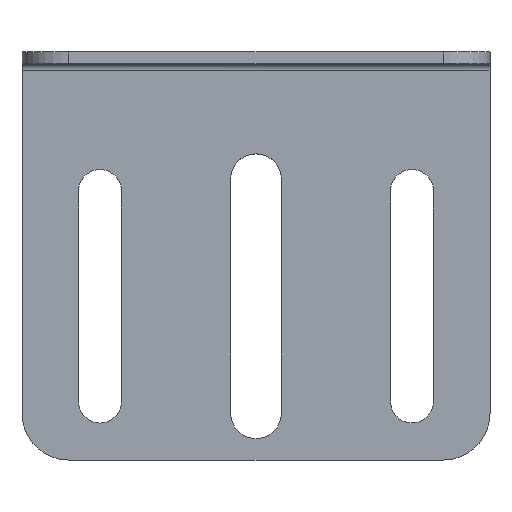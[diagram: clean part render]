
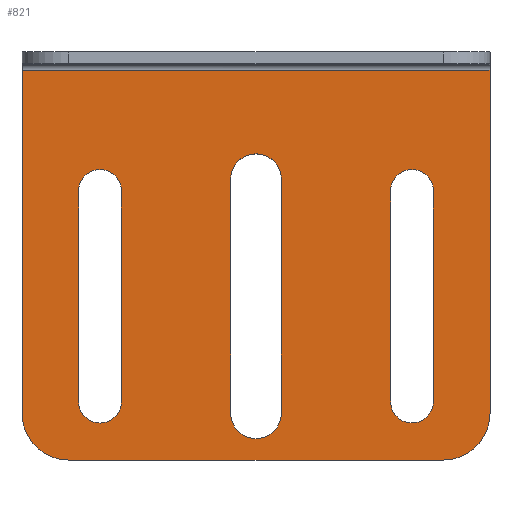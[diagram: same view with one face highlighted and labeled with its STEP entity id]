
A CAD part, top view. The second image highlights one B-rep face of the part: STEP entity #821.
In plain terms, the highlighted planar face has unit normal (0, 0, 1).
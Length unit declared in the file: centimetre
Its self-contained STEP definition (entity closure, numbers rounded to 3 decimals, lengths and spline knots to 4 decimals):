
#43=PLANE('',#877);
#61=VECTOR('',#942,1.);
#65=VECTOR('',#953,1.);
#69=VECTOR('',#964,1.);
#73=VECTOR('',#975,1.);
#77=VECTOR('',#986,1.);
#81=VECTOR('',#997,1.);
#86=VECTOR('',#1010,1.);
#87=VECTOR('',#1013,1.);
#88=VECTOR('',#1014,1.);
#89=VECTOR('',#1015,1.);
#141=LINE('',#1166,#61);
#145=LINE('',#1177,#65);
#149=LINE('',#1190,#69);
#153=LINE('',#1201,#73);
#157=LINE('',#1214,#77);
#161=LINE('',#1225,#81);
#166=LINE('',#1243,#86);
#167=LINE('',#1247,#87);
#168=LINE('',#1249,#88);
#169=LINE('',#1251,#89);
#220=VERTEX_POINT('',#1159);
#221=VERTEX_POINT('',#1161);
#223=VERTEX_POINT('',#1167);
#225=VERTEX_POINT('',#1173);
#228=VERTEX_POINT('',#1183);
#229=VERTEX_POINT('',#1185);
#231=VERTEX_POINT('',#1191);
#233=VERTEX_POINT('',#1197);
#236=VERTEX_POINT('',#1207);
#237=VERTEX_POINT('',#1209);
#239=VERTEX_POINT('',#1215);
#241=VERTEX_POINT('',#1221);
#248=VERTEX_POINT('',#1241);
#249=VERTEX_POINT('',#1242);
#250=VERTEX_POINT('',#1244);
#251=VERTEX_POINT('',#1246);
#252=VERTEX_POINT('',#1248);
#253=VERTEX_POINT('',#1250);
#299=CIRCLE('',#852,0.325);
#301=CIRCLE('',#856,0.325);
#303=CIRCLE('',#860,0.275);
#305=CIRCLE('',#864,0.275);
#307=CIRCLE('',#868,0.2752);
#309=CIRCLE('',#872,0.275);
#312=CIRCLE('',#878,0.6);
#313=CIRCLE('',#879,0.6);
#338=EDGE_CURVE('',#221,#220,#299,.T.);
#341=EDGE_CURVE('',#223,#221,#141,.T.);
#344=EDGE_CURVE('',#225,#223,#301,.T.);
#347=EDGE_CURVE('',#220,#225,#145,.T.);
#350=EDGE_CURVE('',#229,#228,#303,.T.);
#353=EDGE_CURVE('',#231,#229,#149,.T.);
#356=EDGE_CURVE('',#233,#231,#305,.T.);
#359=EDGE_CURVE('',#228,#233,#153,.T.);
#362=EDGE_CURVE('',#237,#236,#307,.T.);
#365=EDGE_CURVE('',#239,#237,#157,.T.);
#368=EDGE_CURVE('',#241,#239,#309,.T.);
#371=EDGE_CURVE('',#236,#241,#161,.T.);
#378=EDGE_CURVE('',#248,#249,#312,.T.);
#379=EDGE_CURVE('',#250,#248,#166,.T.);
#380=EDGE_CURVE('',#251,#250,#313,.T.);
#381=EDGE_CURVE('',#252,#251,#167,.T.);
#382=EDGE_CURVE('',#253,#252,#168,.T.);
#383=EDGE_CURVE('',#249,#253,#169,.T.);
#522=ORIENTED_EDGE('',*,*,#338,.T.);
#523=ORIENTED_EDGE('',*,*,#347,.T.);
#524=ORIENTED_EDGE('',*,*,#344,.T.);
#525=ORIENTED_EDGE('',*,*,#341,.T.);
#526=ORIENTED_EDGE('',*,*,#350,.T.);
#527=ORIENTED_EDGE('',*,*,#359,.T.);
#528=ORIENTED_EDGE('',*,*,#356,.T.);
#529=ORIENTED_EDGE('',*,*,#353,.T.);
#530=ORIENTED_EDGE('',*,*,#362,.T.);
#531=ORIENTED_EDGE('',*,*,#371,.T.);
#532=ORIENTED_EDGE('',*,*,#368,.T.);
#533=ORIENTED_EDGE('',*,*,#365,.T.);
#534=ORIENTED_EDGE('',*,*,#378,.F.);
#535=ORIENTED_EDGE('',*,*,#379,.F.);
#536=ORIENTED_EDGE('',*,*,#380,.F.);
#537=ORIENTED_EDGE('',*,*,#381,.F.);
#538=ORIENTED_EDGE('',*,*,#382,.F.);
#539=ORIENTED_EDGE('',*,*,#383,.F.);
#712=EDGE_LOOP('',(#522,#523,#524,#525));
#713=EDGE_LOOP('',(#526,#527,#528,#529));
#714=EDGE_LOOP('',(#530,#531,#532,#533));
#715=EDGE_LOOP('',(#534,#535,#536,#537,#538,#539));
#768=FACE_BOUND('',#712,.T.);
#769=FACE_BOUND('',#713,.T.);
#770=FACE_BOUND('',#714,.T.);
#771=FACE_BOUND('',#715,.T.);
#821=ADVANCED_FACE('',(#768,#769,#770,#771),#43,.T.);
#852=AXIS2_PLACEMENT_3D('',#1160,#937,#938);
#856=AXIS2_PLACEMENT_3D('',#1172,#948,#949);
#860=AXIS2_PLACEMENT_3D('',#1184,#959,#960);
#864=AXIS2_PLACEMENT_3D('',#1196,#970,#971);
#868=AXIS2_PLACEMENT_3D('',#1208,#981,#982);
#872=AXIS2_PLACEMENT_3D('',#1220,#992,#993);
#877=AXIS2_PLACEMENT_3D('',#1239,#1007,$);
#878=AXIS2_PLACEMENT_3D('',#1240,#1008,#1009);
#879=AXIS2_PLACEMENT_3D('',#1245,#1011,#1012);
#937=DIRECTION('',(0.,0.,-1.));
#938=DIRECTION('',(0.325,0.,0.));
#942=DIRECTION('',(0.,-1.,0.));
#948=DIRECTION('',(0.,0.,-1.));
#949=DIRECTION('',(0.325,0.,0.));
#953=DIRECTION('',(0.,1.,0.));
#959=DIRECTION('',(0.,0.,-1.));
#960=DIRECTION('',(0.275,0.,0.));
#964=DIRECTION('',(0.,-1.,0.));
#970=DIRECTION('',(0.,0.,-1.));
#971=DIRECTION('',(0.275,0.,0.));
#975=DIRECTION('',(0.,1.,0.));
#981=DIRECTION('',(0.,0.,-1.));
#982=DIRECTION('',(0.275,0.,0.));
#986=DIRECTION('',(0.,1.,0.));
#992=DIRECTION('',(0.,0.,-1.));
#993=DIRECTION('',(0.275,0.,0.));
#997=DIRECTION('',(0.,-1.,0.));
#1007=DIRECTION('',(0.,0.,1.));
#1008=DIRECTION('',(0.,0.,-1.));
#1009=DIRECTION('',(-0.424,-0.424,0.));
#1010=DIRECTION('',(-1.,0.,0.));
#1011=DIRECTION('',(0.,0.,-1.));
#1012=DIRECTION('',(0.424,-0.424,0.));
#1013=DIRECTION('',(0.,-1.,0.));
#1014=DIRECTION('',(1.,0.,0.));
#1015=DIRECTION('',(0.,1.,0.));
#1159=CARTESIAN_POINT('',(2.675,0.6,0.15));
#1160=CARTESIAN_POINT('',(3.,0.6,0.15));
#1161=CARTESIAN_POINT('',(3.325,0.6,0.15));
#1166=CARTESIAN_POINT('',(3.325,2.3,0.15));
#1167=CARTESIAN_POINT('',(3.325,3.6,0.15));
#1172=CARTESIAN_POINT('',(3.,3.6,0.15));
#1173=CARTESIAN_POINT('',(2.675,3.6,0.15));
#1177=CARTESIAN_POINT('',(2.675,2.3,0.15));
#1183=CARTESIAN_POINT('',(4.7251,0.7587,0.15));
#1184=CARTESIAN_POINT('',(5.,0.75,0.15));
#1185=CARTESIAN_POINT('',(5.275,0.75,0.15));
#1190=CARTESIAN_POINT('',(5.275,2.3,0.15));
#1191=CARTESIAN_POINT('',(5.275,3.45,0.15));
#1196=CARTESIAN_POINT('',(5.,3.45,0.15));
#1197=CARTESIAN_POINT('',(4.725,3.45,0.15));
#1201=CARTESIAN_POINT('',(4.7251,2.3022,0.15));
#1207=CARTESIAN_POINT('',(1.2752,3.45,0.15));
#1208=CARTESIAN_POINT('',(1.,3.45,0.15));
#1209=CARTESIAN_POINT('',(0.7248,3.45,0.15));
#1214=CARTESIAN_POINT('',(0.7249,2.2999,0.15));
#1215=CARTESIAN_POINT('',(0.725,0.75,0.15));
#1220=CARTESIAN_POINT('',(1.,0.75,0.15));
#1221=CARTESIAN_POINT('',(1.275,0.75,0.15));
#1225=CARTESIAN_POINT('',(1.2751,2.3,0.15));
#1239=CARTESIAN_POINT('',(3.,2.5,0.15));
#1240=CARTESIAN_POINT('',(0.6,0.6,0.15));
#1241=CARTESIAN_POINT('',(0.6,0.,0.15));
#1242=CARTESIAN_POINT('',(0.,0.6,0.15));
#1243=CARTESIAN_POINT('',(6.,0.,0.15));
#1244=CARTESIAN_POINT('',(5.4,0.,0.15));
#1245=CARTESIAN_POINT('',(5.4,0.6,0.15));
#1246=CARTESIAN_POINT('',(6.,0.6,0.15));
#1247=CARTESIAN_POINT('',(6.,5.,0.15));
#1248=CARTESIAN_POINT('',(6.,5.,0.15));
#1249=CARTESIAN_POINT('',(0.,5.,0.15));
#1250=CARTESIAN_POINT('',(0.,5.,0.15));
#1251=CARTESIAN_POINT('',(0.,0.,0.15));
